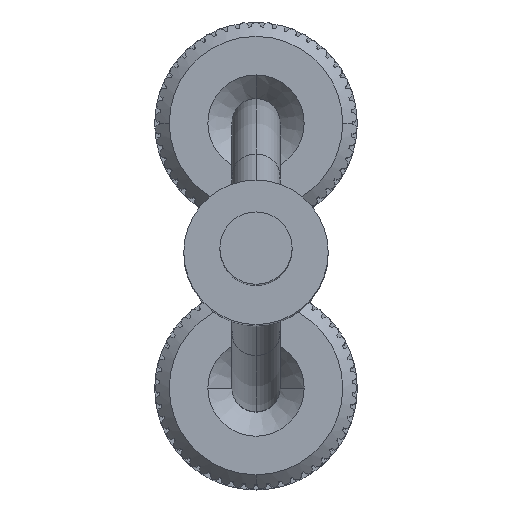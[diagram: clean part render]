
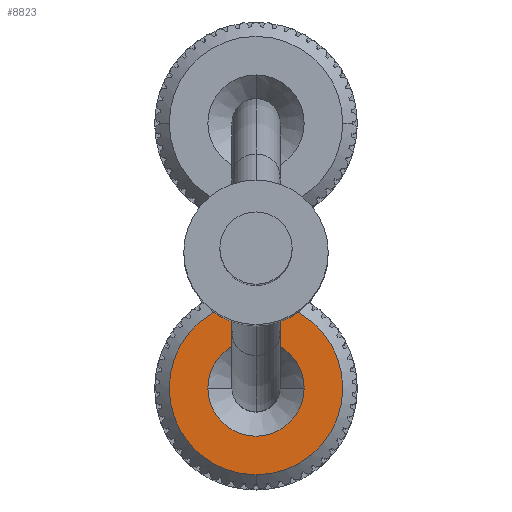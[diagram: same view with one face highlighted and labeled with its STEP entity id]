
A CAD part, top view. The second image highlights one B-rep face of the part: STEP entity #8823.
In plain terms, the highlighted face is planar.
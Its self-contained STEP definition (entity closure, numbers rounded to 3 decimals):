
#2712=CARTESIAN_POINT('',(0.,0.,0.));
#2713=DIRECTION('',(1.,0.,0.));
#2714=DIRECTION('',(0.,0.,1.));
#2715=AXIS2_PLACEMENT_3D('',#2712,#2713,#2714);
#2717=CARTESIAN_POINT('',(0.,0.,0.));
#2718=DIRECTION('',(1.,0.,0.));
#2719=DIRECTION('',(0.,0.,-1.));
#2720=AXIS2_PLACEMENT_3D('',#2717,#2718,#2719);
#2722=CARTESIAN_POINT('',(0.,0.,0.));
#2723=DIRECTION('',(1.,0.,0.));
#2724=DIRECTION('',(0.,-1.,0.));
#2725=AXIS2_PLACEMENT_3D('',#2722,#2723,#2724);
#2727=CARTESIAN_POINT('',(0.,0.,0.));
#2728=DIRECTION('',(1.,0.,0.));
#2729=DIRECTION('',(0.,1.,0.));
#2730=AXIS2_PLACEMENT_3D('',#2727,#2728,#2729);
#6231=CARTESIAN_POINT('',(0.,0.,1.8));
#6232=CARTESIAN_POINT('',(0.,0.,-1.8));
#6233=VERTEX_POINT('',#6231);
#6234=VERTEX_POINT('',#6232);
#6493=CARTESIAN_POINT('',(0.,-1.,0.));
#6494=CARTESIAN_POINT('',(0.,1.,0.));
#6495=VERTEX_POINT('',#6493);
#6496=VERTEX_POINT('',#6494);
#8807=CARTESIAN_POINT('',(0.,0.,0.));
#8808=DIRECTION('',(1.,0.,0.));
#8809=DIRECTION('',(0.,-1.,0.));
#8810=AXIS2_PLACEMENT_3D('',#8807,#8808,#8809);
#8811=PLANE('',#8810);
#8813=ORIENTED_EDGE('',*,*,#8812,.T.);
#8815=ORIENTED_EDGE('',*,*,#8814,.T.);
#8816=EDGE_LOOP('',(#8813,#8815));
#8817=FACE_OUTER_BOUND('',#8816,.F.);
#8819=ORIENTED_EDGE('',*,*,#8818,.F.);
#8820=ORIENTED_EDGE('',*,*,#8797,.F.);
#8821=EDGE_LOOP('',(#8819,#8820));
#8822=FACE_BOUND('',#8821,.F.);
#2716=CIRCLE('',#2715,1.8);
#2721=CIRCLE('',#2720,1.8);
#2726=CIRCLE('',#2725,1.);
#2731=CIRCLE('',#2730,1.);
#8797=EDGE_CURVE('',#6496,#6495,#2731,.T.);
#8812=EDGE_CURVE('',#6233,#6234,#2716,.T.);
#8814=EDGE_CURVE('',#6234,#6233,#2721,.T.);
#8818=EDGE_CURVE('',#6495,#6496,#2726,.T.);
#8823=ADVANCED_FACE('',(#8817,#8822),#8811,.F.);
